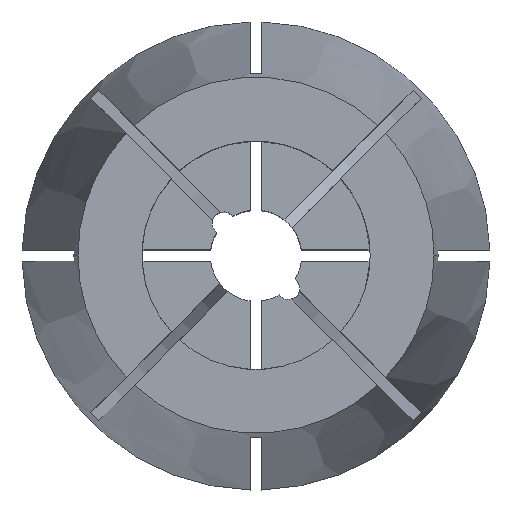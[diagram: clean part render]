
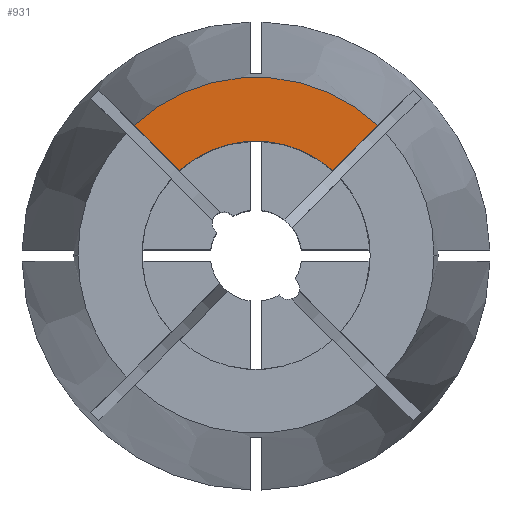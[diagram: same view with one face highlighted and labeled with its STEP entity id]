
A CAD part, top view. The second image highlights one B-rep face of the part: STEP entity #931.
In plain terms, the highlighted planar face has unit normal (0, 0, 1).
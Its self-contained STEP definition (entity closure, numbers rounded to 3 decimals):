
#24 = CARTESIAN_POINT ( 'NONE',  ( 0., 0., 0. ) ) ;
#61 = CIRCLE ( 'NONE', #64, 10. ) ;
#64 = AXIS2_PLACEMENT_3D ( 'NONE', #2315, #696, #437 ) ;
#134 = CIRCLE ( 'NONE', #2159, 15.595 ) ;
#244 = DIRECTION ( 'NONE',  ( 0., 0., 1. ) ) ;
#317 = CARTESIAN_POINT ( 'NONE',  ( 10.668, 11.375, 0. ) ) ;
#344 = CARTESIAN_POINT ( 'NONE',  ( -0.354, 0.354, 0. ) ) ;
#437 = DIRECTION ( 'NONE',  ( 1., 0., 0. ) ) ;
#448 = CARTESIAN_POINT ( 'NONE',  ( -10.668, 11.375, 0. ) ) ;
#618 = ORIENTED_EDGE ( 'NONE', *, *, #2402, .T. ) ;
#696 = DIRECTION ( 'NONE',  ( 0., 0., 1. ) ) ;
#698 = VERTEX_POINT ( 'NONE', #448 ) ;
#717 = ORIENTED_EDGE ( 'NONE', *, *, #1674, .T. ) ;
#872 = DIRECTION ( 'NONE',  ( -1., 0., 0. ) ) ;
#896 = PLANE ( 'NONE',  #2679 ) ;
#914 = DIRECTION ( 'NONE',  ( 0.707, 0.707, 0. ) ) ;
#925 = LINE ( 'NONE', #344, #1423 ) ;
#931 = ADVANCED_FACE ( 'NONE', ( #2157 ), #896, .F. ) ;
#1063 = VERTEX_POINT ( 'NONE', #2104 ) ;
#1099 = DIRECTION ( 'NONE',  ( 1., 0., 0. ) ) ;
#1242 = EDGE_CURVE ( 'NONE', #2185, #698, #134, .T. ) ;
#1409 = ORIENTED_EDGE ( 'NONE', *, *, #1740, .F. ) ;
#1423 = VECTOR ( 'NONE', #914, 1000. ) ;
#1646 = DIRECTION ( 'NONE',  ( 0.707, -0.707, 0. ) ) ;
#1674 = EDGE_CURVE ( 'NONE', #2575, #2185, #925, .T. ) ;
#1740 = EDGE_CURVE ( 'NONE', #2575, #1063, #61, .T. ) ;
#1932 = CARTESIAN_POINT ( 'NONE',  ( 0., 0., 0. ) ) ;
#1995 = CARTESIAN_POINT ( 'NONE',  ( 6.709, 7.416, 0. ) ) ;
#2074 = EDGE_LOOP ( 'NONE', ( #1409, #717, #2453, #618 ) ) ;
#2104 = CARTESIAN_POINT ( 'NONE',  ( -6.709, 7.416, 0. ) ) ;
#2152 = VECTOR ( 'NONE', #1646, 1000. ) ;
#2157 = FACE_OUTER_BOUND ( 'NONE', #2074, .T. ) ;
#2159 = AXIS2_PLACEMENT_3D ( 'NONE', #24, #244, #1099 ) ;
#2185 = VERTEX_POINT ( 'NONE', #317 ) ;
#2264 = CARTESIAN_POINT ( 'NONE',  ( 0.354, 0.354, 0. ) ) ;
#2288 = LINE ( 'NONE', #2264, #2152 ) ;
#2315 = CARTESIAN_POINT ( 'NONE',  ( 0., 0., 0. ) ) ;
#2349 = DIRECTION ( 'NONE',  ( 0., 0., -1. ) ) ;
#2402 = EDGE_CURVE ( 'NONE', #698, #1063, #2288, .T. ) ;
#2453 = ORIENTED_EDGE ( 'NONE', *, *, #1242, .T. ) ;
#2575 = VERTEX_POINT ( 'NONE', #1995 ) ;
#2679 = AXIS2_PLACEMENT_3D ( 'NONE', #1932, #2349, #872 ) ;
